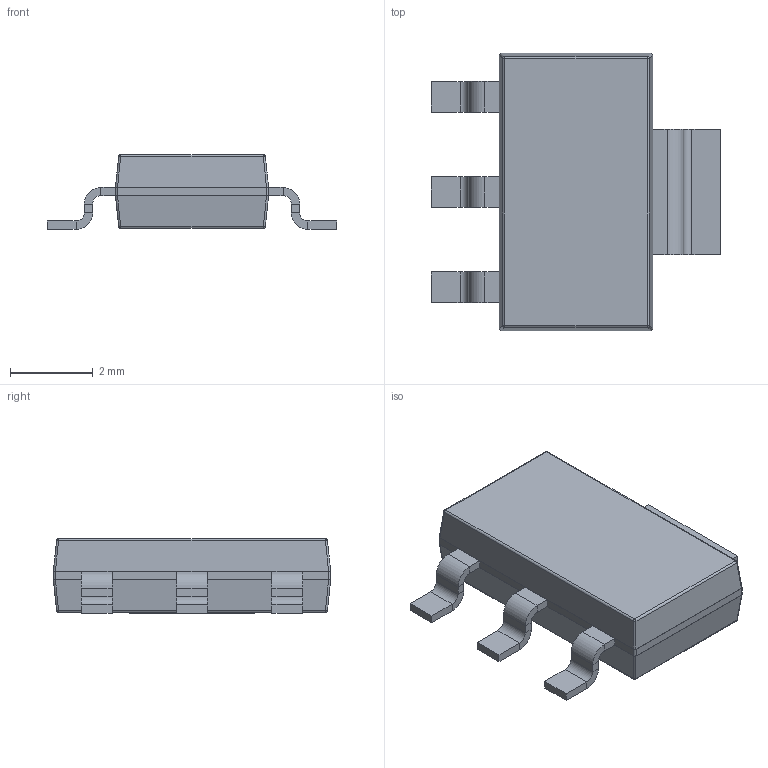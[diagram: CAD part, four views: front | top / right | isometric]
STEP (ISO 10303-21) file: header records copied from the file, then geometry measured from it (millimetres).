
FILE_DESCRIPTION(('Open CASCADE Model'),'2;1');
FILE_NAME('Open CASCADE Shape Model','2022-05-11T16:03:33',('Author'),( 'Open CASCADE'),'Open CASCADE STEP processor 6.8','Open CASCADE 6.8' ,'Unknown');
FILE_SCHEMA(('AUTOMOTIVE_DESIGN { 1 0 10303 214 1 1 1 1 }'));
Length unit declared in the file: millimetre
Products named in the file (7): PCB; Designator1; 9699818960; Body; Open_CASCADE_STEP_translator_6.8_21.1.1; Lead; Tab
Assembly tree (7 placements, depth 4):
  PCB
  Designator1
    9699818960
      Body
        Open_CASCADE_STEP_translator_6.8_21.1.1
      Lead  x3
      Tab
Bounding box: 7 x 6.7 x 1.8 mm (x, y, z)
Volume: 45.1 mm3; surface area: 110.8 mm2
Topology: 5 solids, 5 shells, 146 faces, 296 edges, 152 vertices
Faces by surface type: plane 86, cylinder 44, sphere 8, bspline 8
Entity records: 3298 total; most frequent: CARTESIAN_POINT 1166, DIRECTION 412, ORIENTED_EDGE 400, EDGE_CURVE 200, AXIS2_PLACEMENT_3D 142, LINE 128, VECTOR 128, VERTEX_POINT 104
